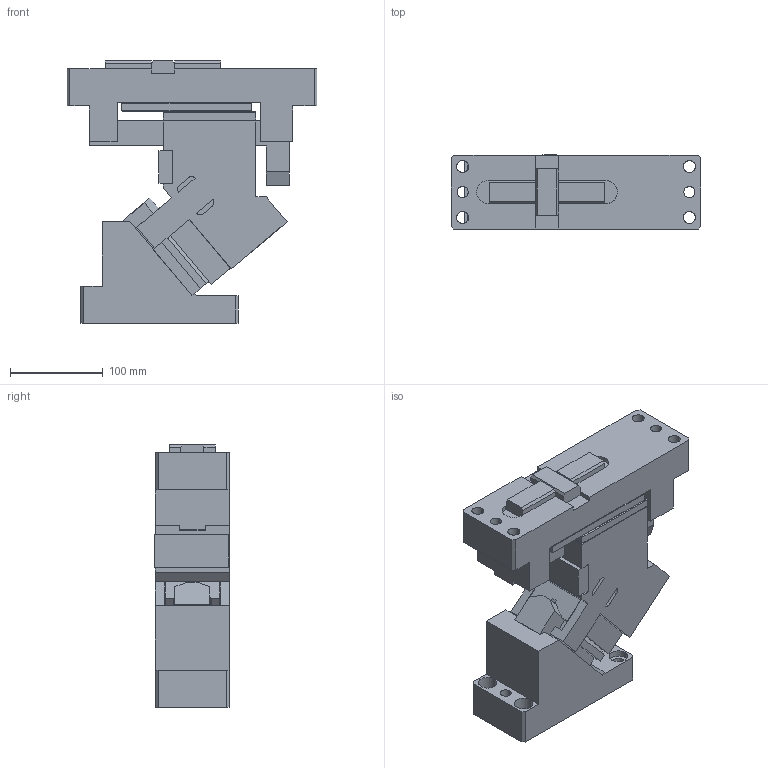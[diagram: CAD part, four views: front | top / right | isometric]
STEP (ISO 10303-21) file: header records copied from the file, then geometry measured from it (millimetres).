
FILE_DESCRIPTION(('CATIA V5 STEP Exchange'),'2;1');
FILE_NAME('CACN_80_50.stp','2015-04-27T14:36:35+00:00',('none'),('none'),'CATIA Version 5 Release 19 SP 2 (IN-10)','CATIA V5 STEP AP203','none');
FILE_SCHEMA(('CONFIG_CONTROL_DESIGN'));
Length unit declared in the file: millimetre
Products named in the file (1): CACN_80_50
Bounding box: 270 x 80.71 x 284 mm (x, y, z)
Volume: 3423737.2 mm3; surface area: 320955 mm2
Topology: 3 solids, 3 shells, 261 faces, 718 edges, 473 vertices
Faces by surface type: plane 193, cylinder 68
Entity records: 9425 total; most frequent: CARTESIAN_POINT 3092, ORIENTED_EDGE 1436, DIRECTION 1038, EDGE_CURVE 718, VECTOR 577, LINE 577, VERTEX_POINT 473, EDGE_LOOP 299
